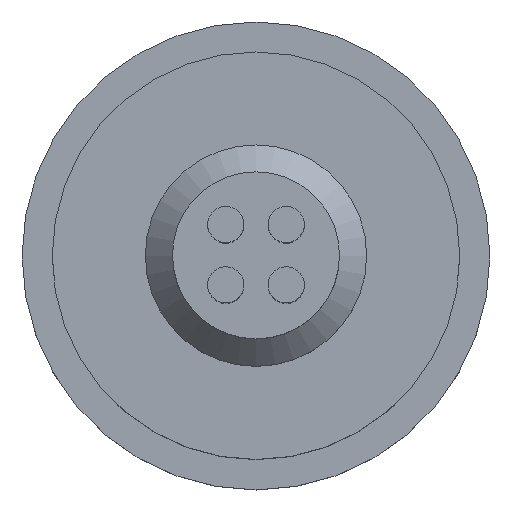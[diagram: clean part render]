
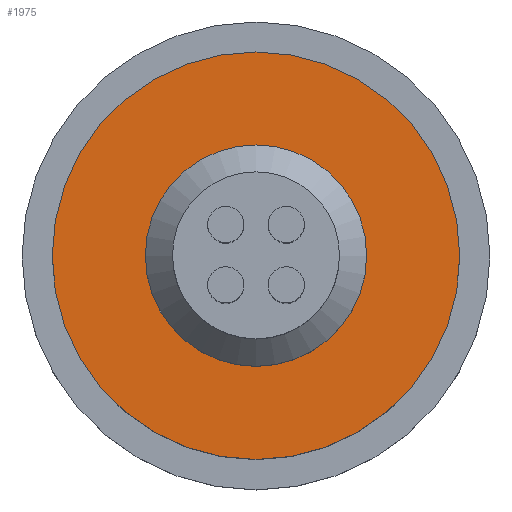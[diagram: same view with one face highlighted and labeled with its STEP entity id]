
A CAD part, top view. The second image highlights one B-rep face of the part: STEP entity #1975.
In plain terms, the highlighted planar face has unit normal (0, 0, 1).
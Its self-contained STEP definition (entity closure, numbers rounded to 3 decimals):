
#448=PLANE($,#2101);
#513=FACE_BOUND($,#781,.T.);
#514=FACE_BOUND($,#782,.T.);
#781=EDGE_LOOP($,(#1743));
#782=EDGE_LOOP($,(#1744));
#826=CIRCLE($,#2053,11.);
#828=CIRCLE($,#2099,20.25);
#867=VERTEX_POINT($,#2613);
#1007=VERTEX_POINT($,#3440);
#1046=EDGE_CURVE($,#867,#867,#826,.T.);
#1255=EDGE_CURVE($,#1007,#1007,#828,.T.);
#1743=ORIENTED_EDGE($,*,*,#1046,.T.);
#1744=ORIENTED_EDGE($,*,*,#1255,.F.);
#1975=ADVANCED_FACE($,(#513,#514),#448,.F.);
#2053=AXIS2_PLACEMENT_3D($,#2614,#2250,#2251);
#2099=AXIS2_PLACEMENT_3D($,#3441,#2487,#2488);
#2101=AXIS2_PLACEMENT_3D($,#3444,#2491,#2492);
#2250=DIRECTION('center_axis',(0.,0.,-1.));
#2251=DIRECTION('ref_axis',(-1.,0.,0.));
#2487=DIRECTION('center_axis',(0.,0.,-1.));
#2488=DIRECTION('ref_axis',(-1.,0.,0.));
#2491=DIRECTION('center_axis',(0.,0.,-1.));
#2492=DIRECTION('ref_axis',(-1.,0.,0.));
#2613=CARTESIAN_POINT('',(11.,0.,30.2));
#2614=CARTESIAN_POINT('Origin',(0.,0.,30.2));
#3440=CARTESIAN_POINT('',(20.25,0.,30.2));
#3441=CARTESIAN_POINT('Origin',(0.,0.,30.2));
#3444=CARTESIAN_POINT('Origin',(0.,0.,30.2));
